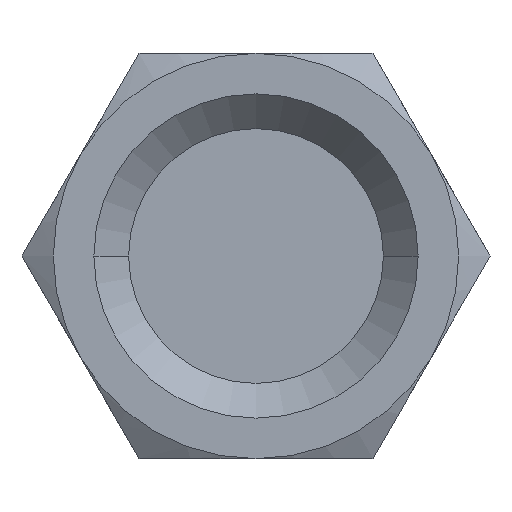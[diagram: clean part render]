
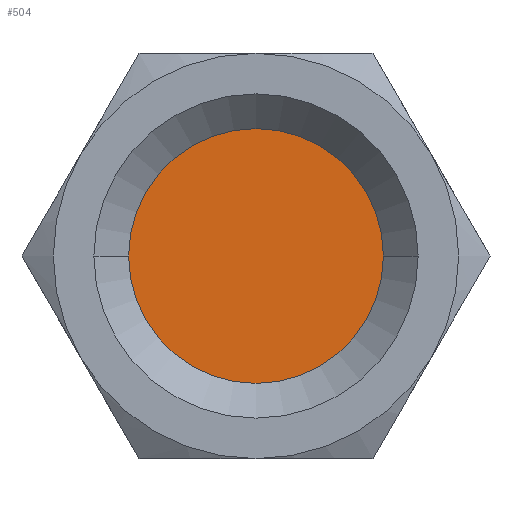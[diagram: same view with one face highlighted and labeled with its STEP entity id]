
A CAD part, front view. The second image highlights one B-rep face of the part: STEP entity #504.
In plain terms, the highlighted planar face has unit normal (0, -1, 0).
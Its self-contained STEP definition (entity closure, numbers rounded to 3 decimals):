
#35=PLANE('',#1058);
#105=FACE_OUTER_BOUND('',#170,.F.);
#170=EDGE_LOOP('',(#336,#337));
#336=ORIENTED_EDGE('',*,*,#757,.F.);
#337=ORIENTED_EDGE('',*,*,#756,.F.);
#504=ADVANCED_FACE('',(#105),#35,.T.);
#701=CIRCLE('',#998,4.4);
#702=CIRCLE('',#999,4.4);
#756=EDGE_CURVE('',#922,#921,#701,.T.);
#757=EDGE_CURVE('',#921,#922,#702,.T.);
#921=VERTEX_POINT('',#1429);
#922=VERTEX_POINT('',#1430);
#998=AXIS2_PLACEMENT_3D('',#1487,#1141,#1142);
#999=AXIS2_PLACEMENT_3D('',#1488,#1143,#1144);
#1058=AXIS2_PLACEMENT_3D('',#1779,#1303,#1304);
#1141=DIRECTION('',(0.,-1.,0.));
#1142=DIRECTION('',(1.,0.,0.));
#1143=DIRECTION('',(0.,-1.,0.));
#1144=DIRECTION('',(-1.,0.,0.));
#1303=DIRECTION('',(0.,-1.,0.));
#1304=DIRECTION('',(0.,0.,-1.));
#1429=CARTESIAN_POINT('',(-4.4,1.614,0.));
#1430=CARTESIAN_POINT('',(4.4,1.614,0.));
#1487=CARTESIAN_POINT('',(0.,1.614,0.));
#1488=CARTESIAN_POINT('',(0.,1.614,0.));
#1779=CARTESIAN_POINT('',(-4.84,1.614,4.84));
